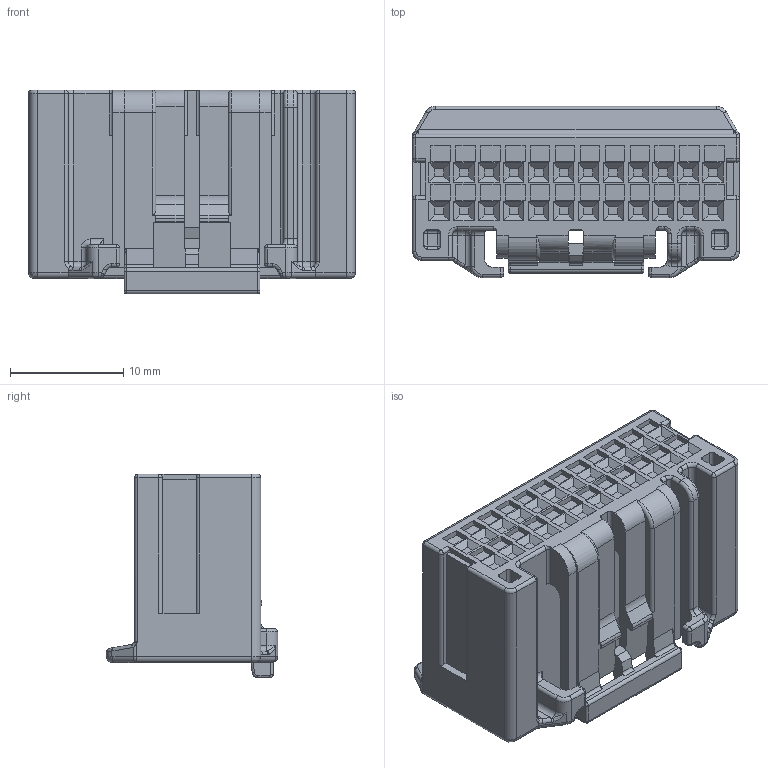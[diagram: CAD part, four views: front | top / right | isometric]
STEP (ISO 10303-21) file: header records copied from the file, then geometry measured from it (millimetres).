
FILE_DESCRIPTION((''),'2;1');
FILE_NAME('025_II_24F_HSG_REV01','2023-01-04T11:12:59',('jhryu'),(''),'CREO PARAMETRIC BY PTC INC, 2017380','CREO PARAMETRIC BY PTC INC, 2017380','');
FILE_SCHEMA(('CONFIG_CONTROL_DESIGN'));
Length unit declared in the file: millimetre
Products named in the file (1): 025_II_24F_HSG_REV01
Bounding box: 28.9 x 15.15 x 18 mm (x, y, z)
Volume: 4588 mm3; surface area: 3358.4 mm2
Topology: 2 solids, 2 shells, 1547 faces, 4127 edges, 2661 vertices
Faces by surface type: plane 1166, cylinder 284, sphere 32, torus 31, bspline 26, extrusion 6, cone 2
Entity records: 48645 total; most frequent: CARTESIAN_POINT 10229, ORIENTED_EDGE 8250, DIRECTION 7411, EDGE_CURVE 4125, VECTOR 3505, LINE 3499, VERTEX_POINT 2661, AXIS2_PLACEMENT_3D 1953
